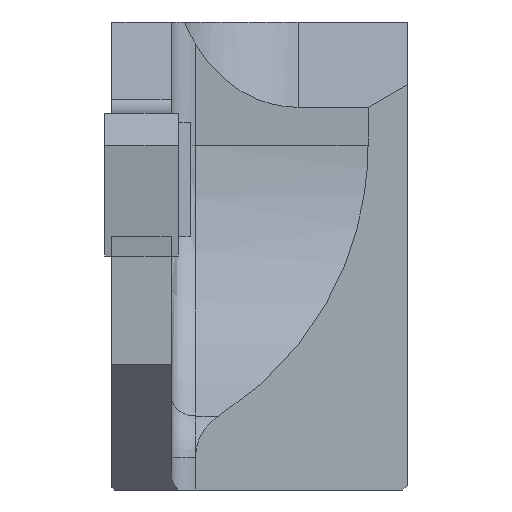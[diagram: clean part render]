
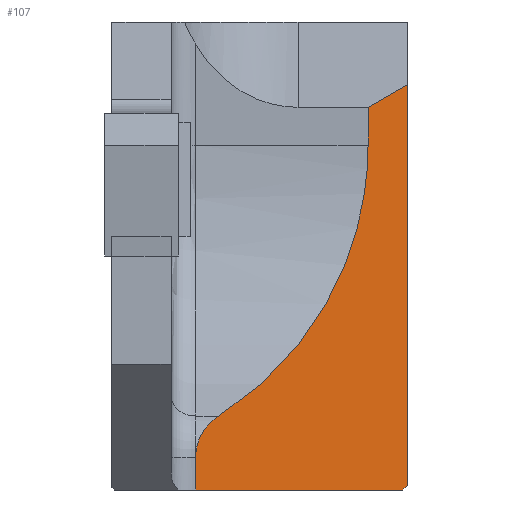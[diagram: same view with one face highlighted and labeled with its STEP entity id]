
A CAD part, left-side view. The second image highlights one B-rep face of the part: STEP entity #107.
In plain terms, the highlighted planar face has unit normal (-0.707, -0.707, 0).
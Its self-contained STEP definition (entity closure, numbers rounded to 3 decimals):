
#58=PLANE('',#1126);
#107=ADVANCED_FACE('',(#177),#58,.T.);
#177=FACE_OUTER_BOUND('',#239,.T.);
#239=EDGE_LOOP('',(#577,#578,#579,#580,#581,#582,#583,#584));
#303=LINE('',#1530,#424);
#304=LINE('',#1537,#425);
#305=LINE('',#1539,#426);
#306=LINE('',#1541,#427);
#307=LINE('',#1543,#428);
#308=LINE('',#1545,#429);
#424=VECTOR('',#1223,1.);
#425=VECTOR('',#1228,1.);
#426=VECTOR('',#1229,1.);
#427=VECTOR('',#1230,1.);
#428=VECTOR('',#1231,1.);
#429=VECTOR('',#1232,1.);
#543=ELLIPSE('',#1124,18.385,13.);
#544=ELLIPSE('',#1125,2.828,2.);
#577=ORIENTED_EDGE('',*,*,#972,.F.);
#578=ORIENTED_EDGE('',*,*,#973,.F.);
#579=ORIENTED_EDGE('',*,*,#974,.F.);
#580=ORIENTED_EDGE('',*,*,#975,.T.);
#581=ORIENTED_EDGE('',*,*,#976,.F.);
#582=ORIENTED_EDGE('',*,*,#977,.F.);
#583=ORIENTED_EDGE('',*,*,#978,.F.);
#584=ORIENTED_EDGE('',*,*,#979,.T.);
#879=VERTEX_POINT('',#1531);
#880=VERTEX_POINT('',#1532);
#881=VERTEX_POINT('',#1534);
#882=VERTEX_POINT('',#1536);
#883=VERTEX_POINT('',#1538);
#884=VERTEX_POINT('',#1540);
#885=VERTEX_POINT('',#1542);
#886=VERTEX_POINT('',#1544);
#972=EDGE_CURVE('',#879,#880,#303,.T.);
#973=EDGE_CURVE('',#881,#879,#543,.T.);
#974=EDGE_CURVE('',#882,#881,#544,.T.);
#975=EDGE_CURVE('',#882,#883,#304,.T.);
#976=EDGE_CURVE('',#884,#883,#305,.T.);
#977=EDGE_CURVE('',#885,#884,#306,.T.);
#978=EDGE_CURVE('',#886,#885,#307,.T.);
#979=EDGE_CURVE('',#886,#880,#308,.T.);
#1124=AXIS2_PLACEMENT_3D('',#1533,#1224,#1225);
#1125=AXIS2_PLACEMENT_3D('',#1535,#1226,#1227);
#1126=AXIS2_PLACEMENT_3D('',#1546,#1233,#1234);
#1223=DIRECTION('',(0.,0.,1.));
#1224=DIRECTION('',(-0.707,-0.707,0.));
#1225=DIRECTION('',(-0.707,0.707,0.));
#1226=DIRECTION('',(0.707,0.707,0.));
#1227=DIRECTION('',(-0.707,0.707,0.));
#1228=DIRECTION('',(0.,0.,-1.));
#1229=DIRECTION('',(-0.707,0.707,0.));
#1230=DIRECTION('',(-0.577,0.577,-0.577));
#1231=DIRECTION('',(0.,0.,-1.));
#1232=DIRECTION('',(-0.655,0.655,-0.378));
#1233=DIRECTION('',(-0.707,-0.707,0.));
#1234=DIRECTION('',(-0.707,0.707,0.));
#1530=CARTESIAN_POINT('',(13.,1.6,-14.));
#1531=CARTESIAN_POINT('',(13.,1.6,0.));
#1532=CARTESIAN_POINT('',(13.,1.6,1.536));
#1533=CARTESIAN_POINT('',(0.,14.6,0.));
#1534=CARTESIAN_POINT('',(6.933,7.667,-10.997));
#1535=CARTESIAN_POINT('',(8.,6.6,-12.689));
#1536=CARTESIAN_POINT('',(6.,8.6,-12.689));
#1537=CARTESIAN_POINT('',(6.,8.6,-14.));
#1538=CARTESIAN_POINT('',(6.,8.6,-14.));
#1539=CARTESIAN_POINT('',(14.6,0.,-14.));
#1540=CARTESIAN_POINT('',(14.4,0.2,-14.));
#1541=CARTESIAN_POINT('',(14.533,0.067,-13.867));
#1542=CARTESIAN_POINT('',(14.6,0.,-13.8));
#1543=CARTESIAN_POINT('',(14.6,0.,-14.));
#1544=CARTESIAN_POINT('',(14.6,0.,2.46));
#1545=CARTESIAN_POINT('',(10.527,4.073,0.108));
#1546=CARTESIAN_POINT('',(14.6,0.,-14.));
